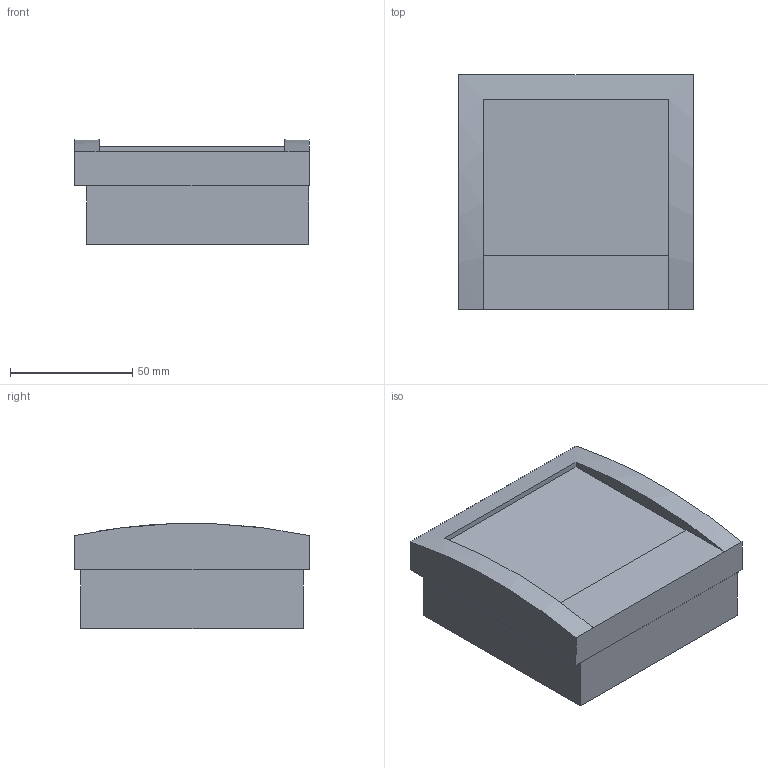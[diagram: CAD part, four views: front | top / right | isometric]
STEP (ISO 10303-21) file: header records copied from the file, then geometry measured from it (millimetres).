
FILE_DESCRIPTION((''),'2;1');
FILE_NAME('3d_DMG900.stp','2012-10-10T13:55:35',(''),(''),'Mechanical Desktop 2011','Mechanical Desktop 2011',', , ');
FILE_SCHEMA(('CONFIG_CONTROL_DESIGN'));
Length unit declared in the file: millimetre
Products named in the file (1): Product
Bounding box: 96 x 96 x 42.94 mm (x, y, z)
Volume: 331619.9 mm3; surface area: 34098.1 mm2
Topology: 1 solids, 1 shells, 17 faces, 40 edges, 26 vertices
Faces by surface type: plane 11, bspline 5, cylinder 1
Entity records: 577 total; most frequent: CARTESIAN_POINT 99, ORIENTED_EDGE 80, DIRECTION 70, EDGE_CURVE 40, VECTOR 36, LINE 36, VERTEX_POINT 26, EDGE_LOOP 18
